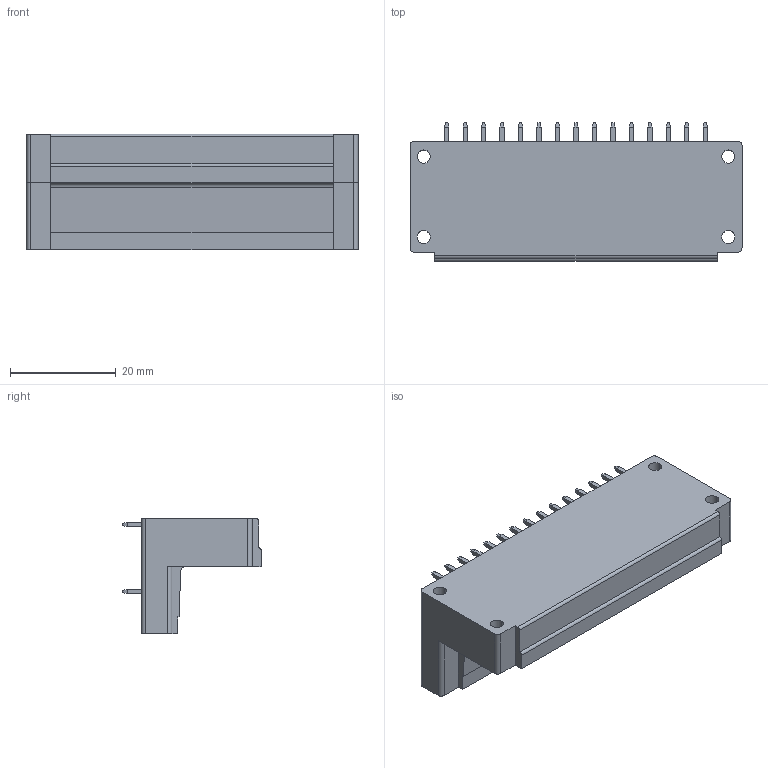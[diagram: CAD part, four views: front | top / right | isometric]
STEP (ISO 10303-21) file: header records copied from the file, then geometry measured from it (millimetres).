
FILE_DESCRIPTION((''),'2;1');
FILE_NAME('TLPHDW-005R-XXP','2024-09-24T09:39:41',('sheji109'),(''),'CREO PARAMETRIC BY PTC INC, 2018100','CREO PARAMETRIC BY PTC INC, 2018100','');
FILE_SCHEMA(('CONFIG_CONTROL_DESIGN'));
Products named in the file (1): TLPHDW-005R-XXP
Bounding box: 62.9 x 26.2 x 21.9 mm (x, y, z)
Volume: 14834 mm3; surface area: 12564.8 mm2
Topology: 1 solids, 1 shells, 2286 faces, 6162 edges, 3998 vertices
Faces by surface type: plane 1609, cylinder 467, cone 150, torus 60
Entity records: 71194 total; most frequent: CARTESIAN_POINT 13376, ORIENTED_EDGE 12324, DIRECTION 11578, EDGE_CURVE 6162, VECTOR 4718, LINE 4718, VERTEX_POINT 3998, AXIS2_PLACEMENT_3D 3430
